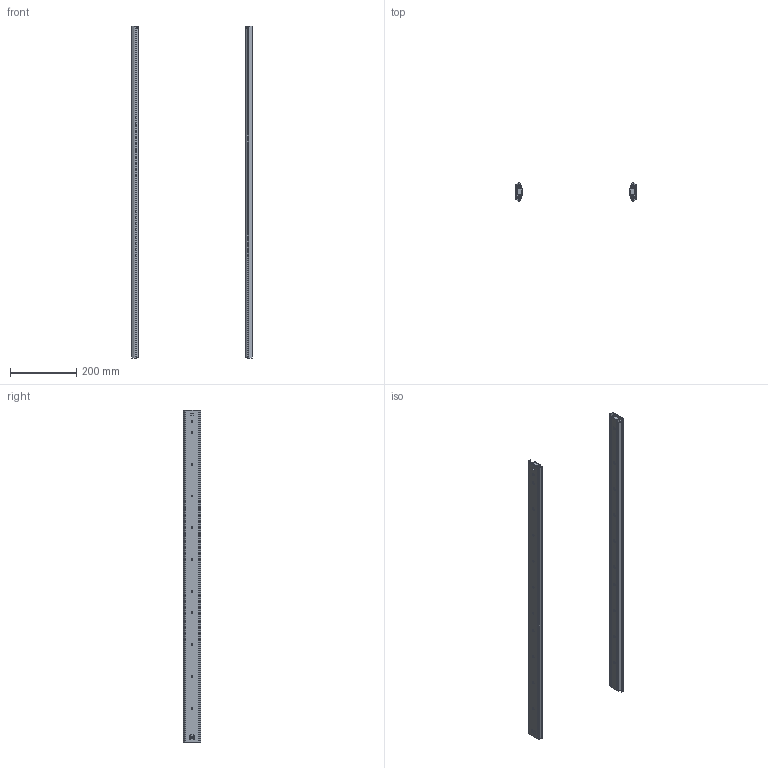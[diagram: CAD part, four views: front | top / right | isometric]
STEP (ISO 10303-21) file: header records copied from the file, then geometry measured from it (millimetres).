
FILE_DESCRIPTION(/* description */ (''),/* implementation_level */ '2;1');
FILE_NAME(/* name */ 'PK-0-H53-1000.stp',/* time_stamp */ '2024-12-17T14:13:08+01:00',/* author */ ('tomaszw'),/* organization */ (''),/* preprocessor_version */ 'ST-DEVELOPER v20',/* originating_system */ 'Autodesk Inventor 2025',/* authorisation */ '');
FILE_SCHEMA (('AUTOMOTIVE_DESIGN { 1 0 10303 214 3 1 1 }'));
Length unit declared in the file: millimetre
Products named in the file (4): PK-H-H53-1000; PK-H-H53_1-1000; PK-H-H53_2-1000; PK-H-H53_3-1000
Assembly tree (6 placements, depth 2):
  PK-H-H53-1000
    PK-H-H53_1-1000  x2
    PK-H-H53_2-1000  x2
    PK-H-H53_3-1000  x2
Bounding box: 364 x 53.99 x 1000 mm (x, y, z)
Volume: 698323.4 mm3; surface area: 724918.2 mm2
Topology: 8 solids, 8 shells, 298 faces, 826 edges, 544 vertices
Faces by surface type: cylinder 140, plane 132, cone 26
Full cylindrical faces by diameter (mm): 5.6 x16, 5.8 x20
Entity records: 5358 total; most frequent: CARTESIAN_POINT 978, DIRECTION 869, ORIENTED_EDGE 826, EDGE_CURVE 413, AXIS2_PLACEMENT_3D 307, VERTEX_POINT 272, LINE 255, VECTOR 255
